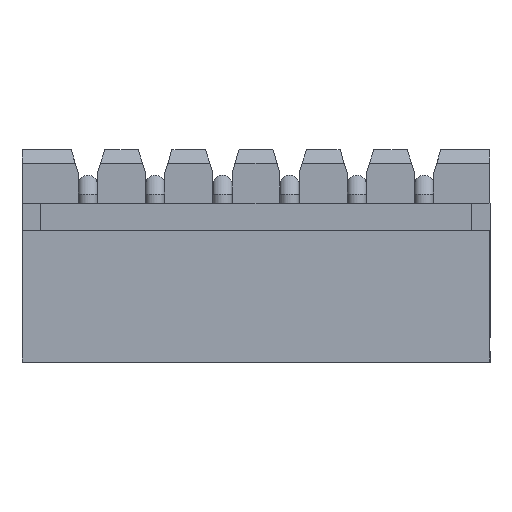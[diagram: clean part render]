
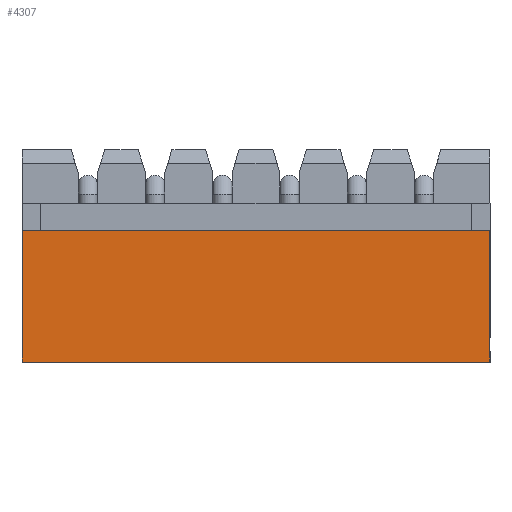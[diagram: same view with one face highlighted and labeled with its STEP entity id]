
A CAD part, top view. The second image highlights one B-rep face of the part: STEP entity #4307.
In plain terms, the highlighted planar face has unit normal (0, 0, 1).
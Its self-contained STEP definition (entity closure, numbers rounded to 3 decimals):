
#1896 = VERTEX_POINT('',#1897);
#1897 = CARTESIAN_POINT('',(-2.45,-1.7,4.9)
  );
#1903 = EDGE_CURVE('',#1904,#1896,#1906,.T.);
#1904 = VERTEX_POINT('',#1905);
#1905 = CARTESIAN_POINT('',(14.95,-1.7,4.9)
  );
#1906 = LINE('',#1907,#1908);
#1907 = CARTESIAN_POINT('',(14.95,-1.7,4.9));
#1908 = VECTOR('',#1909,1.);
#1909 = DIRECTION('',(-1.,0.,0.));
#4287 = VERTEX_POINT('',#4288);
#4288 = CARTESIAN_POINT('',(-2.45,-6.6,4.9)
  );
#4294 = EDGE_CURVE('',#1896,#4287,#4295,.T.);
#4295 = LINE('',#4296,#4297);
#4296 = CARTESIAN_POINT('',(-2.45,-1.7,4.9));
#4297 = VECTOR('',#4298,1.);
#4298 = DIRECTION('',(0.,-1.,0.));
#4307 = ADVANCED_FACE('',(#4308),#4326,.T.);
#4308 = FACE_BOUND('',#4309,.T.);
#4309 = EDGE_LOOP('',(#4310,#4311,#4319,#4325));
#4310 = ORIENTED_EDGE('',*,*,#4294,.T.);
#4311 = ORIENTED_EDGE('',*,*,#4312,.F.);
#4312 = EDGE_CURVE('',#4313,#4287,#4315,.T.);
#4313 = VERTEX_POINT('',#4314);
#4314 = CARTESIAN_POINT('',(14.95,-6.6,4.9)
  );
#4315 = LINE('',#4316,#4317);
#4316 = CARTESIAN_POINT('',(14.95,-6.6,4.9)
  );
#4317 = VECTOR('',#4318,1.);
#4318 = DIRECTION('',(-1.,0.,0.));
#4319 = ORIENTED_EDGE('',*,*,#4320,.F.);
#4320 = EDGE_CURVE('',#1904,#4313,#4321,.T.);
#4321 = LINE('',#4322,#4323);
#4322 = CARTESIAN_POINT('',(14.95,-1.7,4.9));
#4323 = VECTOR('',#4324,1.);
#4324 = DIRECTION('',(0.,-1.,0.));
#4325 = ORIENTED_EDGE('',*,*,#1903,.T.);
#4326 = PLANE('',#4327);
#4327 = AXIS2_PLACEMENT_3D('',#4328,#4329,#4330);
#4328 = CARTESIAN_POINT('',(14.95,-0.7,4.9)
  );
#4329 = DIRECTION('',(0.,0.,1.));
#4330 = DIRECTION('',(-1.,0.,0.));
